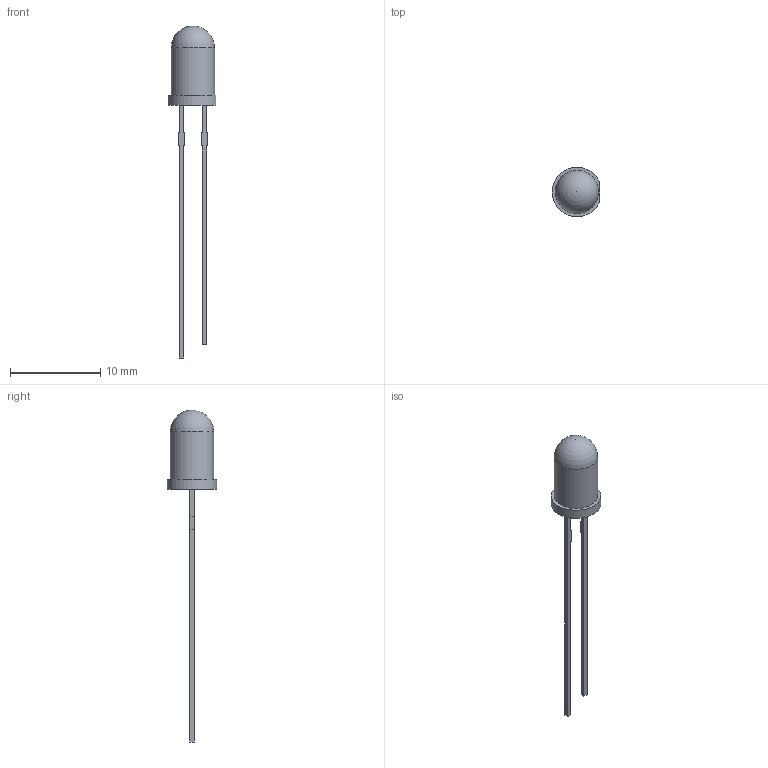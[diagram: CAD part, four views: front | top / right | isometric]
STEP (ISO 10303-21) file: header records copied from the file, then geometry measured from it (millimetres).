
FILE_DESCRIPTION(/* description */ (''),/* implementation_level */ '2;1');
FILE_NAME(/* name */ '1434543966 3D model.step',/* time_stamp */ '2022-05-04T14:02:10+02:00',/* author */ (''),/* organization */ (''),/* preprocessor_version */ 'ST-DEVELOPER v18.1',/* originating_system */ 'Autodesk Translation Framework v10.14.0.1471',/* authorisation */ '');
FILE_SCHEMA (('AUTOMOTIVE_DESIGN { 1 0 10303 214 3 1 1 }'));
Length unit declared in the file: millimetre
Products named in the file (1): LED RED 5 mm 1434543966
Bounding box: 5.3 x 5.5 x 36.8 mm (x, y, z)
Volume: 163.1 mm3; surface area: 268.3 mm2
Topology: 1 solids, 1 shells, 32 faces, 84 edges, 56 vertices
Faces by surface type: plane 29, cylinder 2, sphere 1
Full cylindrical faces by diameter (mm): 4.8 x1
Entity records: 1042 total; most frequent: CARTESIAN_POINT 172, ORIENTED_EDGE 166, DIRECTION 155, EDGE_CURVE 83, LINE 77, VECTOR 77, VERTEX_POINT 56, AXIS2_PLACEMENT_3D 39
